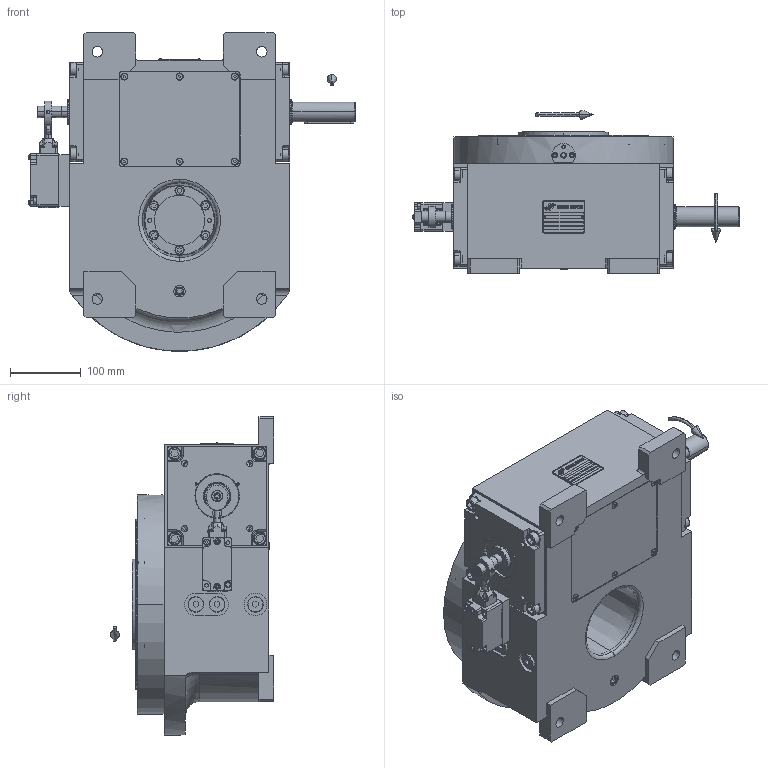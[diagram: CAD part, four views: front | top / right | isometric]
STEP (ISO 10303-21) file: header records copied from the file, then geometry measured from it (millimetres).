
FILE_DESCRIPTION (( 'STEP AP203' ), '1' );
FILE_NAME ('PC5011856.step', '2025-10-14T13:50:18', ( '' ), ( '' ), 'SwSTEP 2.0', 'SolidWorks 2020', '' );
FILE_SCHEMA (( 'CONFIG_CONTROL_DESIGN' ));
Length unit declared in the file: millimetre
Products named in the file (93): cfn2400_01_001; rig09_071_8_m.stp; cfn2128_04_002; cfn2000_01_099; CFN2223_02_004.stp; cfn2000_01_081; cfn2073_01_018; AS_cfn2000_01_168; cfn2115_01_006; AS_cfn2400_01_001; cfn2000_01_168; CFN2155_01_195.stp; AS_rig09_004; AS_900_38_11_34_4; cfn2155_01_095; cfn2070_05_009; rig09_001_a; cfn2151_01_167; RIG09_005_AF0.stp; cfn2000_01_126; PC5011856; cfn2010_01_015.prt; 900_38_11_34_4; cfn2003_01_054; CFN2223_02_003.stp; olio_agip_blasia_150; AS_rig09_071_8_m; freccia_angolare; cfn2077_01_036; RIG09_021_AF0.stp; cfn2000_01_161; RIG09_005_ASM.stp; rig09_003_8; CFN2010_01_020.stp; AS_cfn2476_01_002_60x46; AS_rig09_002_bl; CFN2010_02_002.stp; CFN2000_01_185.stp; rig09_016; cfn2107_01_001 ...
Assembly tree (85 placements, depth 5):
  CFN2223_02_004.stp
  cfn2151_01_167
  PC5011856
    rig09_001_a
    AS_cfn2476_01_002_60x46
      cfn2476_01_002_60x46
      cfn2107_01_001
      cfn2107_01_001
    AS_rig09_071_8_m
      rig09_071_8_m.stp
        RIG09_005_ASM.stp
          RIG09_005_AF0.stp
          RIG09_021_AF0.stp
          CFN2000_01_185.stp
          CFN2000_01_185.stp
          CFN2104_02_018.stp
        CFN2155_01_195.stp
        CFN2010_02_002.stp
      rig09_003_8
      cfn2000_01_099
      cfn2000_01_099
      cfn2000_01_099
      cfn2000_01_099
      cfn2000_01_099
      cfn2000_01_099
      cfn2000_01_099
      cfn2000_01_099
      cfn2104_01_018  x2
    AS_rig09_015
      rig09_015
      cfn2000_01_126
      cfn2000_01_126
      cfn2000_01_126
      cfn2000_01_126
      cfn2000_01_126
      cfn2000_01_126
      cfn2073_01_018
    AS_rig09_004
      rig09_004
      cfn2000_01_081
      cfn2155_01_095
      cfn2070_05_009
      cfn2000_01_081
      cfn2000_01_081
      cfn2000_01_081
    AS_rig09_004
      rig09_004
      cfn2000_01_081
      cfn2155_01_095
      cfn2070_05_009
      cfn2000_01_081
      cfn2000_01_081
      cfn2000_01_081
    AS_rig09_002_bl
      rig09_002_bl
      cfn2115_01_006
    cfn2128_04_002  x3
    cfn2128_19_002
    AS_rig09_016
      rig09_016
Bounding box: 460.9 x 231 x 450 mm (x, y, z)
Volume: 4994163.4 mm3; surface area: 1269673.3 mm2
Topology: 72 solids, 72 shells, 2292 faces, 5675 edges, 3649 vertices
Faces by surface type: plane 1180, cylinder 723, cone 330, torus 53, sphere 4, bspline 2
Entity records: 77754 total; most frequent: CARTESIAN_POINT 15359, DIRECTION 11152, ORIENTED_EDGE 10690, EDGE_CURVE 5345, AXIS2_PLACEMENT_3D 3854, VERTEX_POINT 3480, LINE 3444, VECTOR 3444
